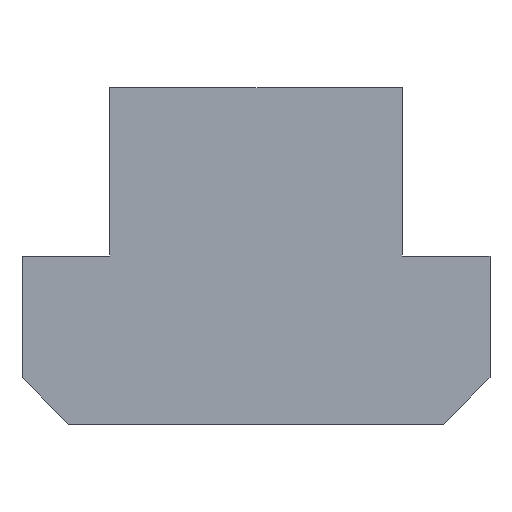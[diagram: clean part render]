
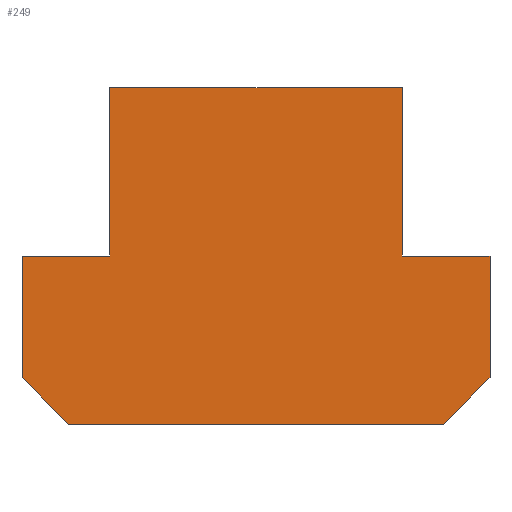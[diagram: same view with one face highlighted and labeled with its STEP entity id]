
A CAD part, front view. The second image highlights one B-rep face of the part: STEP entity #249.
In plain terms, the highlighted planar face has unit normal (0, -1, 0).
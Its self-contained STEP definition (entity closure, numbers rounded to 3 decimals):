
#113=VERTEX_POINT('',#298);
#129=EDGE_CURVE('',#147,#237,#315,.T.);
#133=EDGE_CURVE('',#165,#147,#319,.T.);
#141=VERTEX_POINT('',#331);
#147=VERTEX_POINT('',#338);
#157=VERTEX_POINT('',#349);
#159=EDGE_CURVE('',#157,#165,#351,.T.);
#165=VERTEX_POINT('',#357);
#171=EDGE_CURVE('',#185,#141,#363,.T.);
#183=EDGE_CURVE('',#197,#185,#375,.T.);
#185=VERTEX_POINT('',#377);
#197=VERTEX_POINT('',#390);
#201=EDGE_CURVE('',#231,#197,#395,.T.);
#211=EDGE_CURVE('',#113,#231,#405,.T.);
#215=EDGE_CURVE('',#141,#157,#409,.T.);
#231=VERTEX_POINT('',#425);
#237=VERTEX_POINT('',#431);
#239=EDGE_CURVE('',#237,#253,#433,.T.);
#245=EDGE_CURVE('',#253,#113,#440,.T.);
#249=ADVANCED_FACE('',(#444),#445,.T.);
#253=VERTEX_POINT('',#449);
#298=CARTESIAN_POINT('',(-10.,-12.5,-9.));
#315=LINE('',#509,#510);
#319=LINE('',#515,#516);
#331=CARTESIAN_POINT('',(-7.8,-12.5,9.));
#338=CARTESIAN_POINT('',(12.5,-12.5,0.0));
#349=CARTESIAN_POINT('',(7.8,-12.5,9.));
#351=LINE('',#554,#555);
#357=CARTESIAN_POINT('',(7.8,-12.5,0.0));
#363=LINE('',#575,#576);
#375=LINE('',#595,#596);
#377=CARTESIAN_POINT('',(-7.8,-12.5,0.));
#390=CARTESIAN_POINT('',(-12.5,-12.5,0.));
#395=LINE('',#619,#620);
#405=LINE('',#635,#636);
#409=LINE('',#643,#644);
#425=CARTESIAN_POINT('',(-12.5,-12.5,-6.5));
#431=CARTESIAN_POINT('',(12.5,-12.5,-6.5));
#433=LINE('',#678,#679);
#440=LINE('',#689,#690);
#444=FACE_OUTER_BOUND('',#696,.T.);
#445=PLANE('',#697);
#449=CARTESIAN_POINT('',(10.,-12.5,-9.));
#509=CARTESIAN_POINT('',(12.5,-12.5,-6.5));
#510=VECTOR('',#771,1.0);
#515=CARTESIAN_POINT('',(12.5,-12.5,0.0));
#516=VECTOR('',#772,1.0);
#554=CARTESIAN_POINT('',(7.8,-12.5,0.0));
#555=VECTOR('',#820,1.0);
#575=CARTESIAN_POINT('',(-7.8,-12.5,9.));
#576=VECTOR('',#827,1.0);
#595=CARTESIAN_POINT('',(-7.8,-12.5,0.));
#596=VECTOR('',#836,1.0);
#619=CARTESIAN_POINT('',(-12.5,-12.5,0.));
#620=VECTOR('',#854,1.0);
#635=CARTESIAN_POINT('',(-12.5,-12.5,-6.5));
#636=VECTOR('',#857,1.0);
#643=CARTESIAN_POINT('',(7.8,-12.5,9.));
#644=VECTOR('',#859,1.0);
#678=CARTESIAN_POINT('',(10.,-12.5,-9.));
#679=VECTOR('',#867,1.0);
#689=CARTESIAN_POINT('',(-10.,-12.5,-9.));
#690=VECTOR('',#877,1.0);
#696=EDGE_LOOP('',(#880,#881,#882,#883,#884,#885,#886,#887,#888,#889));
#697=AXIS2_PLACEMENT_3D('',#890,#891,#892);
#771=DIRECTION('',(0.0,0.,-1.0));
#772=DIRECTION('',(1.0,0.0,0.0));
#820=DIRECTION('',(0.0,0.,-1.0));
#827=DIRECTION('',(0.0,0.,1.0));
#836=DIRECTION('',(1.0,0.0,0.0));
#854=DIRECTION('',(0.0,0.,1.0));
#857=DIRECTION('',(-0.707,0.,0.707));
#859=DIRECTION('',(1.0,0.0,0.0));
#867=DIRECTION('',(-0.707,0.,-0.707));
#877=DIRECTION('',(-1.0,0.0,0.0));
#880=ORIENTED_EDGE('',*,*,#239,.F.);
#881=ORIENTED_EDGE('',*,*,#129,.F.);
#882=ORIENTED_EDGE('',*,*,#133,.F.);
#883=ORIENTED_EDGE('',*,*,#159,.F.);
#884=ORIENTED_EDGE('',*,*,#215,.F.);
#885=ORIENTED_EDGE('',*,*,#171,.F.);
#886=ORIENTED_EDGE('',*,*,#183,.F.);
#887=ORIENTED_EDGE('',*,*,#201,.F.);
#888=ORIENTED_EDGE('',*,*,#211,.F.);
#889=ORIENTED_EDGE('',*,*,#245,.F.);
#890=CARTESIAN_POINT('',(0.0,-12.5,-0.67));
#891=DIRECTION('',(0.0,-1.0,0.));
#892=DIRECTION('',(1.0,0.0,0.0));
